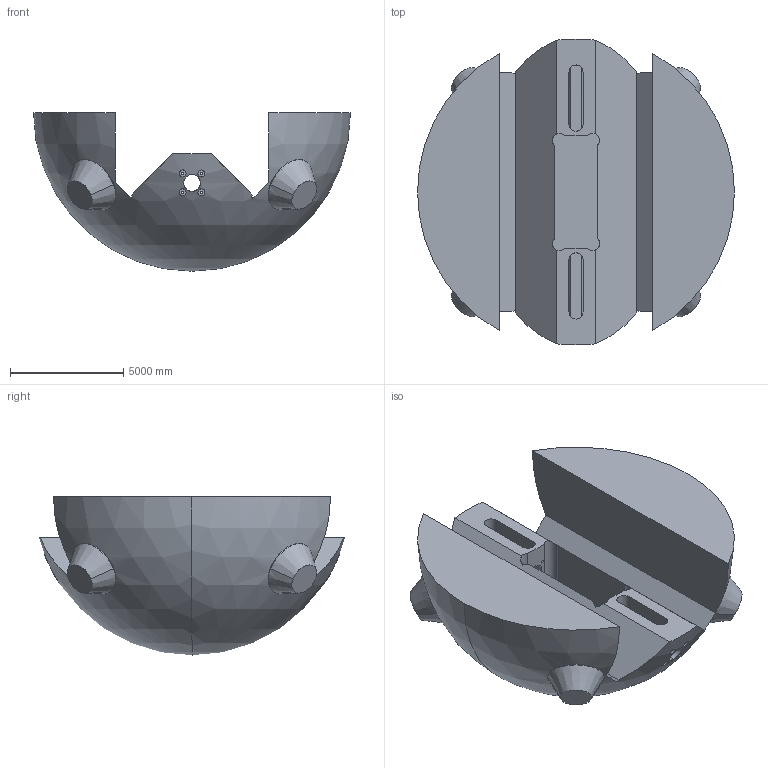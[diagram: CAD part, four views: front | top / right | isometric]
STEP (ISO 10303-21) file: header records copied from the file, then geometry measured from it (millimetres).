
FILE_DESCRIPTION(('produced by SPATIAL CORP'),'2;1');
FILE_NAME( 'foo.step.hh.sat.stp','2002-04-22T09:58:35+00:00',('SPATIAL CORP'),('SPATIAL CORP'), 'ACIS STEP Husk','http://www.spatial.com','SPATIAL CORP');
FILE_SCHEMA(('CONFIG_CONTROL_DESIGN'));
Length unit declared in the file: millimetre
Products named in the file (1): PRODUCT_ID_1
Bounding box: 14000 x 13517.3 x 7000 mm (x, y, z)
Volume: 468090909348.5 mm3; surface area: 607896006.5 mm2
Topology: 1 solids, 1 shells, 119 faces, 354 edges, 237 vertices
Faces by surface type: cylinder 52, plane 49, cone 16, sphere 2
Entity records: 7761 total; most frequent: CARTESIAN_POINT 4758, ORIENTED_EDGE 688, DIRECTION 484, EDGE_CURVE 344, VERTEX_POINT 237, AXIS2_PLACEMENT_3D 171, EDGE_LOOP 169, FACE_BOUND 169
